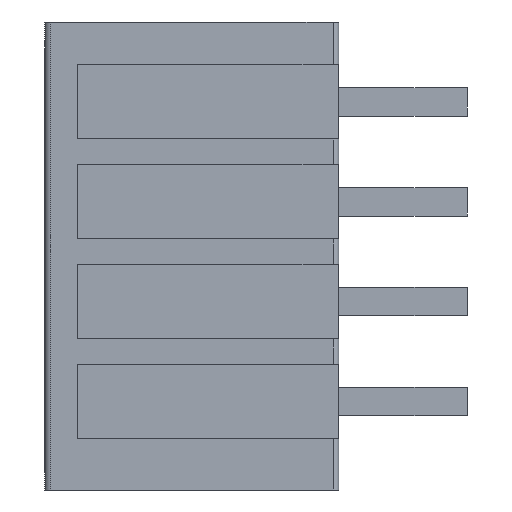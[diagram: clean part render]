
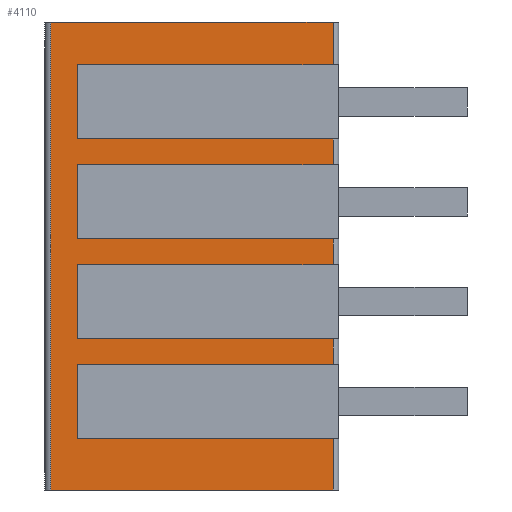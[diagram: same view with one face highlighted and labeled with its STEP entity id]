
A CAD part, left-side view. The second image highlights one B-rep face of the part: STEP entity #4110.
In plain terms, the highlighted planar face has unit normal (-1, 0, 0).
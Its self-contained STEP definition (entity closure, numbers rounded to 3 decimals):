
#180=ORIENTED_EDGE('',*,*,#1052,.T.);
#181=ORIENTED_EDGE('',*,*,#1053,.F.);
#182=ORIENTED_EDGE('',*,*,#1054,.F.);
#183=ORIENTED_EDGE('',*,*,#1055,.T.);
#184=ORIENTED_EDGE('',*,*,#1056,.T.);
#185=ORIENTED_EDGE('',*,*,#1057,.F.);
#186=ORIENTED_EDGE('',*,*,#1058,.F.);
#187=ORIENTED_EDGE('',*,*,#1059,.T.);
#188=ORIENTED_EDGE('',*,*,#1060,.T.);
#189=ORIENTED_EDGE('',*,*,#1061,.F.);
#190=ORIENTED_EDGE('',*,*,#1062,.F.);
#191=ORIENTED_EDGE('',*,*,#1063,.T.);
#192=ORIENTED_EDGE('',*,*,#1064,.T.);
#193=ORIENTED_EDGE('',*,*,#1065,.F.);
#194=ORIENTED_EDGE('',*,*,#1066,.F.);
#195=ORIENTED_EDGE('',*,*,#1067,.T.);
#196=ORIENTED_EDGE('',*,*,#1068,.T.);
#197=ORIENTED_EDGE('',*,*,#1069,.F.);
#198=ORIENTED_EDGE('',*,*,#1070,.F.);
#199=ORIENTED_EDGE('',*,*,#1071,.T.);
#1052=EDGE_CURVE('',#1483,#1484,#1777,.T.);
#1053=EDGE_CURVE('',#1485,#1484,#1778,.T.);
#1054=EDGE_CURVE('',#1486,#1485,#1779,.T.);
#1055=EDGE_CURVE('',#1486,#1487,#1780,.T.);
#1056=EDGE_CURVE('',#1487,#1488,#1781,.T.);
#1057=EDGE_CURVE('',#1489,#1488,#1782,.T.);
#1058=EDGE_CURVE('',#1490,#1489,#1783,.T.);
#1059=EDGE_CURVE('',#1490,#1491,#1784,.T.);
#1060=EDGE_CURVE('',#1491,#1492,#1785,.T.);
#1061=EDGE_CURVE('',#1493,#1492,#1786,.T.);
#1062=EDGE_CURVE('',#1494,#1493,#1787,.T.);
#1063=EDGE_CURVE('',#1494,#1495,#1788,.T.);
#1064=EDGE_CURVE('',#1495,#1496,#1789,.T.);
#1065=EDGE_CURVE('',#1497,#1496,#1790,.T.);
#1066=EDGE_CURVE('',#1498,#1497,#1791,.T.);
#1067=EDGE_CURVE('',#1498,#1499,#1792,.T.);
#1068=EDGE_CURVE('',#1499,#1500,#1793,.T.);
#1069=EDGE_CURVE('',#1501,#1500,#1794,.T.);
#1070=EDGE_CURVE('',#1502,#1501,#1795,.T.);
#1071=EDGE_CURVE('',#1502,#1483,#1796,.T.);
#1483=VERTEX_POINT('',#5459);
#1484=VERTEX_POINT('',#5460);
#1485=VERTEX_POINT('',#5462);
#1486=VERTEX_POINT('',#5464);
#1487=VERTEX_POINT('',#5466);
#1488=VERTEX_POINT('',#5468);
#1489=VERTEX_POINT('',#5470);
#1490=VERTEX_POINT('',#5472);
#1491=VERTEX_POINT('',#5474);
#1492=VERTEX_POINT('',#5476);
#1493=VERTEX_POINT('',#5478);
#1494=VERTEX_POINT('',#5480);
#1495=VERTEX_POINT('',#5482);
#1496=VERTEX_POINT('',#5484);
#1497=VERTEX_POINT('',#5486);
#1498=VERTEX_POINT('',#5488);
#1499=VERTEX_POINT('',#5490);
#1500=VERTEX_POINT('',#5492);
#1501=VERTEX_POINT('',#5494);
#1502=VERTEX_POINT('',#5496);
#1777=LINE('',#5458,#2194);
#1778=LINE('',#5461,#2195);
#1779=LINE('',#5463,#2196);
#1780=LINE('',#5465,#2197);
#1781=LINE('',#5467,#2198);
#1782=LINE('',#5469,#2199);
#1783=LINE('',#5471,#2200);
#1784=LINE('',#5473,#2201);
#1785=LINE('',#5475,#2202);
#1786=LINE('',#5477,#2203);
#1787=LINE('',#5479,#2204);
#1788=LINE('',#5481,#2205);
#1789=LINE('',#5483,#2206);
#1790=LINE('',#5485,#2207);
#1791=LINE('',#5487,#2208);
#1792=LINE('',#5489,#2209);
#1793=LINE('',#5491,#2210);
#1794=LINE('',#5493,#2211);
#1795=LINE('',#5495,#2212);
#1796=LINE('',#5497,#2213);
#2194=VECTOR('',#4590,1000.);
#2195=VECTOR('',#4591,1000.);
#2196=VECTOR('',#4592,1000.);
#2197=VECTOR('',#4593,1000.);
#2198=VECTOR('',#4594,1000.);
#2199=VECTOR('',#4595,1000.);
#2200=VECTOR('',#4596,1000.);
#2201=VECTOR('',#4597,1000.);
#2202=VECTOR('',#4598,1000.);
#2203=VECTOR('',#4599,1000.);
#2204=VECTOR('',#4600,1000.);
#2205=VECTOR('',#4601,1000.);
#2206=VECTOR('',#4602,1000.);
#2207=VECTOR('',#4603,1000.);
#2208=VECTOR('',#4604,1000.);
#2209=VECTOR('',#4605,1000.);
#2210=VECTOR('',#4606,1000.);
#2211=VECTOR('',#4607,1000.);
#2212=VECTOR('',#4608,1000.);
#2213=VECTOR('',#4609,1000.);
#2518=EDGE_LOOP('',(#180,#181,#182,#183,#184,#185,#186,#187,#188,#189,#190,
#191,#192,#193,#194,#195,#196,#197,#198,#199));
#2689=FACE_BOUND('',#2518,.T.);
#2851=PLANE('',#4283);
#4110=ADVANCED_FACE('',(#2689),#2851,.F.);
#4283=AXIS2_PLACEMENT_3D('',#5457,#4588,#4589);
#4588=DIRECTION('',(1.,0.,0.));
#4589=DIRECTION('',(0.,0.,-1.));
#4590=DIRECTION('',(0.,-1.,0.));
#4591=DIRECTION('',(0.,0.,-1.));
#4592=DIRECTION('',(0.,-1.,0.));
#4593=DIRECTION('',(0.,0.,1.));
#4594=DIRECTION('',(0.,-1.,0.));
#4595=DIRECTION('',(0.,0.,-1.));
#4596=DIRECTION('',(0.,-1.,0.));
#4597=DIRECTION('',(0.,0.,1.));
#4598=DIRECTION('',(0.,-1.,0.));
#4599=DIRECTION('',(0.,0.,-1.));
#4600=DIRECTION('',(0.,-1.,0.));
#4601=DIRECTION('',(0.,0.,-1.));
#4602=DIRECTION('',(0.,-1.,0.));
#4603=DIRECTION('',(0.,0.,-1.));
#4604=DIRECTION('',(0.,-1.,0.));
#4605=DIRECTION('',(0.,0.,1.));
#4606=DIRECTION('',(0.,-1.,0.));
#4607=DIRECTION('',(0.,0.,-1.));
#4608=DIRECTION('',(0.,-1.,0.));
#4609=DIRECTION('',(0.,0.,1.));
#5457=CARTESIAN_POINT('',(-4.15,10.1,16.4));
#5458=CARTESIAN_POINT('',(-4.15,9.15,7.9));
#5459=CARTESIAN_POINT('',(-4.15,9.15,7.9));
#5460=CARTESIAN_POINT('',(-4.15,0.2,7.9));
#5461=CARTESIAN_POINT('',(-4.15,0.2,16.4));
#5462=CARTESIAN_POINT('',(-4.15,0.2,8.8));
#5463=CARTESIAN_POINT('',(-4.15,9.15,8.8));
#5464=CARTESIAN_POINT('',(-4.15,9.15,8.8));
#5465=CARTESIAN_POINT('',(-4.15,9.15,8.8));
#5466=CARTESIAN_POINT('',(-4.15,9.15,11.4));
#5467=CARTESIAN_POINT('',(-4.15,9.15,11.4));
#5468=CARTESIAN_POINT('',(-4.15,0.2,11.4));
#5469=CARTESIAN_POINT('',(-4.15,0.2,16.4));
#5470=CARTESIAN_POINT('',(-4.15,0.2,12.3));
#5471=CARTESIAN_POINT('',(-4.15,9.15,12.3));
#5472=CARTESIAN_POINT('',(-4.15,9.15,12.3));
#5473=CARTESIAN_POINT('',(-4.15,9.15,12.3));
#5474=CARTESIAN_POINT('',(-4.15,9.15,14.9));
#5475=CARTESIAN_POINT('',(-4.15,9.15,14.9));
#5476=CARTESIAN_POINT('',(-4.15,0.2,14.9));
#5477=CARTESIAN_POINT('',(-4.15,0.2,16.4));
#5478=CARTESIAN_POINT('',(-4.15,0.2,16.4));
#5479=CARTESIAN_POINT('',(-4.15,10.1,16.4));
#5480=CARTESIAN_POINT('',(-4.15,10.1,16.4));
#5481=CARTESIAN_POINT('',(-4.15,10.1,16.4));
#5482=CARTESIAN_POINT('',(-4.15,10.1,0.));
#5483=CARTESIAN_POINT('',(-4.15,10.1,0.));
#5484=CARTESIAN_POINT('',(-4.15,0.2,0.));
#5485=CARTESIAN_POINT('',(-4.15,0.2,16.4));
#5486=CARTESIAN_POINT('',(-4.15,0.2,1.8));
#5487=CARTESIAN_POINT('',(-4.15,9.15,1.8));
#5488=CARTESIAN_POINT('',(-4.15,9.15,1.8));
#5489=CARTESIAN_POINT('',(-4.15,9.15,1.8));
#5490=CARTESIAN_POINT('',(-4.15,9.15,4.4));
#5491=CARTESIAN_POINT('',(-4.15,9.15,4.4));
#5492=CARTESIAN_POINT('',(-4.15,0.2,4.4));
#5493=CARTESIAN_POINT('',(-4.15,0.2,16.4));
#5494=CARTESIAN_POINT('',(-4.15,0.2,5.3));
#5495=CARTESIAN_POINT('',(-4.15,9.15,5.3));
#5496=CARTESIAN_POINT('',(-4.15,9.15,5.3));
#5497=CARTESIAN_POINT('',(-4.15,9.15,5.3));
